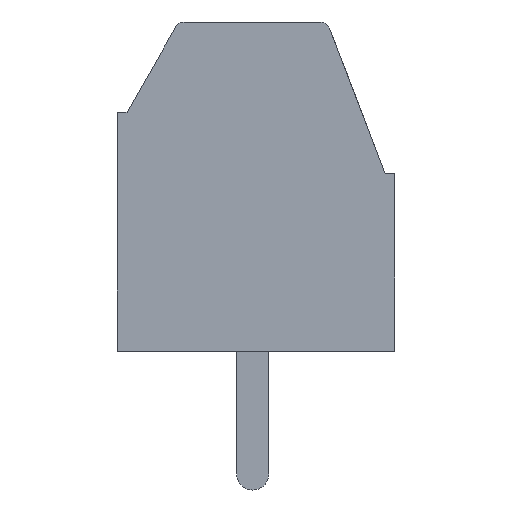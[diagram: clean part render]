
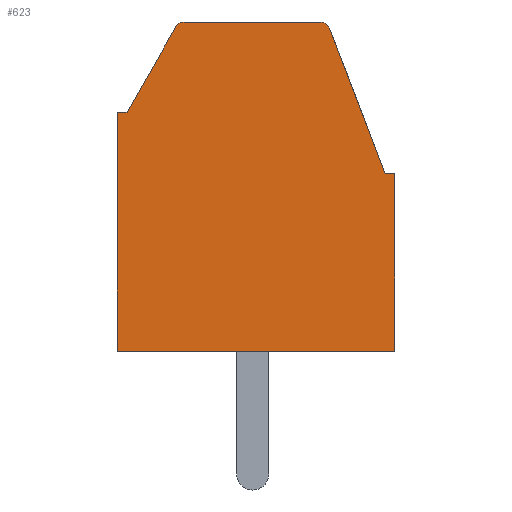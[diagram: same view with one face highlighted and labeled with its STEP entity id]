
A CAD part, front view. The second image highlights one B-rep face of the part: STEP entity #623.
In plain terms, the highlighted planar face has unit normal (0, -1, 0).
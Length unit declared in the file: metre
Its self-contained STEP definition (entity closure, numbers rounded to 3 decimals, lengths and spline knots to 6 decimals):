
#623=ADVANCED_FACE('',(#1280),#1281,.F.);
#1280=FACE_OUTER_BOUND('',#1944,.T.);
#1281=PLANE('',#1945);
#1944=EDGE_LOOP('',(#3789,#3790,#3791,#3792,#3793,#3794,#3795,#3796,#3797,#3798));
#1945=AXIS2_PLACEMENT_3D('',#3799,#3800,#3801);
#3789=ORIENTED_EDGE('',*,*,#4379,.T.);
#3790=ORIENTED_EDGE('',*,*,#4040,.F.);
#3791=ORIENTED_EDGE('',*,*,#4396,.T.);
#3792=ORIENTED_EDGE('',*,*,#4399,.F.);
#3793=ORIENTED_EDGE('',*,*,#4402,.F.);
#3794=ORIENTED_EDGE('',*,*,#4415,.F.);
#3795=ORIENTED_EDGE('',*,*,#4425,.F.);
#3796=ORIENTED_EDGE('',*,*,#4384,.F.);
#3797=ORIENTED_EDGE('',*,*,#4381,.F.);
#3798=ORIENTED_EDGE('',*,*,#4049,.F.);
#3799=CARTESIAN_POINT('',(-0.15,-0.03067,-0.0003));
#3800=DIRECTION('',(0.,1.0,0.));
#3801=DIRECTION('',(-1.0,0.,0.));
#4040=EDGE_CURVE('',#4862,#4864,#4865,.T.);
#4049=EDGE_CURVE('',#4879,#4881,#4882,.T.);
#4379=EDGE_CURVE('',#4879,#4864,#5379,.T.);
#4381=EDGE_CURVE('',#4881,#5381,#5382,.T.);
#4384=EDGE_CURVE('',#5381,#5385,#5386,.T.);
#4396=EDGE_CURVE('',#4862,#5401,#5403,.T.);
#4399=EDGE_CURVE('',#5405,#5401,#5407,.T.);
#4402=EDGE_CURVE('',#5409,#5405,#5411,.T.);
#4415=EDGE_CURVE('',#5432,#5409,#5434,.T.);
#4425=EDGE_CURVE('',#5385,#5432,#5447,.T.);
#4862=VERTEX_POINT('',#6064);
#4864=VERTEX_POINT('',#6067);
#4865=LINE('',#6068,#6069);
#4879=VERTEX_POINT('',#6085);
#4881=VERTEX_POINT('',#6088);
#4882=LINE('',#6089,#6090);
#5379=CIRCLE('',#6826,0.0003);
#5381=VERTEX_POINT('',#6828);
#5382=LINE('',#6829,#6830);
#5385=VERTEX_POINT('',#6834);
#5386=LINE('',#6835,#6836);
#5401=VERTEX_POINT('',#6860);
#5403=CIRCLE('',#6863,0.0003);
#5405=VERTEX_POINT('',#6865);
#5407=LINE('',#6868,#6869);
#5409=VERTEX_POINT('',#6871);
#5411=LINE('',#6874,#6875);
#5432=VERTEX_POINT('',#6906);
#5434=LINE('',#6909,#6910);
#5447=LINE('',#6931,#6932);
#6064=CARTESIAN_POINT('',(-0.15,-0.03067,0.));
#6067=CARTESIAN_POINT('',(-0.145781,-0.03067,0.));
#6068=CARTESIAN_POINT('',(-0.145781,-0.03067,0.));
#6069=VECTOR('',#7518,1.0);
#6085=CARTESIAN_POINT('',(-0.1455,-0.03067,-0.000193));
#6088=CARTESIAN_POINT('',(-0.143778,-0.03067,-0.0047));
#6089=CARTESIAN_POINT('',(-0.143778,-0.03067,-0.0047));
#6090=VECTOR('',#7534,1.0);
#6826=AXIS2_PLACEMENT_3D('',#7820,#7821,#7822);
#6828=CARTESIAN_POINT('',(-0.143478,-0.03067,-0.0047));
#6829=CARTESIAN_POINT('',(-0.143478,-0.03067,-0.0047));
#6830=VECTOR('',#7823,1.0);
#6834=CARTESIAN_POINT('',(-0.143478,-0.03067,-0.0102));
#6835=CARTESIAN_POINT('',(-0.143478,-0.03067,-0.0102));
#6836=VECTOR('',#7825,1.0);
#6860=CARTESIAN_POINT('',(-0.15026,-0.03067,-0.000151));
#6863=AXIS2_PLACEMENT_3D('',#7836,#7837,#7838);
#6865=CARTESIAN_POINT('',(-0.151774,-0.03067,-0.0028));
#6868=CARTESIAN_POINT('',(-0.15026,-0.03067,-0.000151));
#6869=VECTOR('',#7840,1.0);
#6871=CARTESIAN_POINT('',(-0.152078,-0.03067,-0.0028));
#6874=CARTESIAN_POINT('',(-0.151774,-0.03067,-0.0028));
#6875=VECTOR('',#7842,1.0);
#6906=CARTESIAN_POINT('',(-0.152078,-0.03067,-0.0102));
#6909=CARTESIAN_POINT('',(-0.152078,-0.03067,-0.0095));
#6910=VECTOR('',#7854,1.0);
#6931=CARTESIAN_POINT('',(-0.152078,-0.03067,-0.0102));
#6932=VECTOR('',#7863,1.0);
#7518=DIRECTION('',(1.0,0.,0.));
#7534=DIRECTION('',(0.357,0.,-0.934));
#7820=CARTESIAN_POINT('',(-0.145781,-0.03067,-0.0003));
#7821=DIRECTION('',(0.,-1.0,0.));
#7822=DIRECTION('',(-1.0,0.,0.));
#7823=DIRECTION('',(1.0,0.,0.));
#7825=DIRECTION('',(0.,0.,-1.0));
#7836=CARTESIAN_POINT('',(-0.15,-0.03067,-0.0003));
#7837=DIRECTION('',(0.,-1.0,0.));
#7838=DIRECTION('',(-1.0,0.,0.));
#7840=DIRECTION('',(0.496,0.,0.868));
#7842=DIRECTION('',(1.0,0.,0.));
#7854=DIRECTION('',(0.,0.,1.0));
#7863=DIRECTION('',(-1.0,0.,0.));
